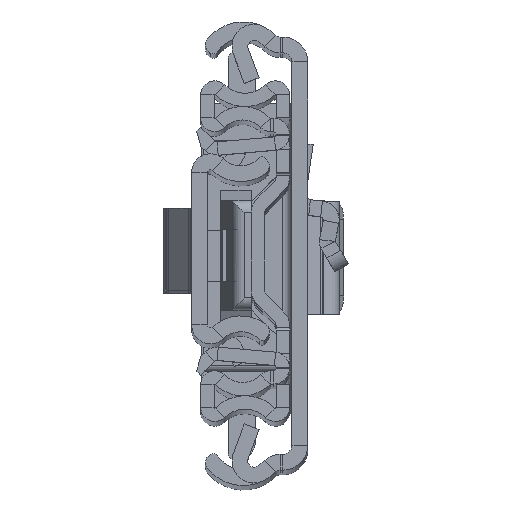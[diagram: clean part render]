
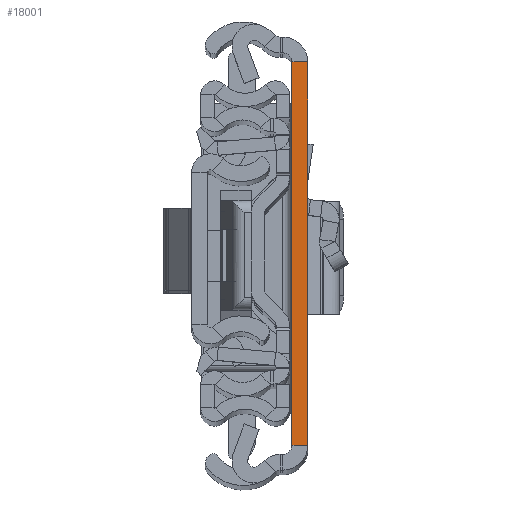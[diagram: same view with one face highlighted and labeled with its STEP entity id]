
A CAD part, top view. The second image highlights one B-rep face of the part: STEP entity #18001.
In plain terms, the highlighted planar face has unit normal (0, 0, 1).
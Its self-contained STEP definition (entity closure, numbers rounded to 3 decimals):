
#117 = CARTESIAN_POINT ( 'NONE',  ( 2.6, 31.5, 0. ) ) ;
#338 = EDGE_CURVE ( 'NONE', #14877, #5432, #17663, .T. ) ;
#888 = DIRECTION ( 'NONE',  ( 0., 1., 0. ) ) ;
#954 = VECTOR ( 'NONE', #8272, 1000. ) ;
#1238 = EDGE_CURVE ( 'NONE', #5432, #15294, #18211, .T. ) ;
#2563 = CARTESIAN_POINT ( 'NONE',  ( 2.6, -31.5, 0. ) ) ;
#3233 = CARTESIAN_POINT ( 'NONE',  ( 2.6, -31.5, 0. ) ) ;
#3554 = CARTESIAN_POINT ( 'NONE',  ( 2.6, -31.5, 0. ) ) ;
#3740 = EDGE_CURVE ( 'NONE', #14877, #5426, #18425, .T. ) ;
#4212 = ORIENTED_EDGE ( 'NONE', *, *, #8173, .F. ) ;
#4447 = VECTOR ( 'NONE', #888, 1000. ) ;
#5208 = EDGE_LOOP ( 'NONE', ( #4212, #5775, #16554, #8131 ) ) ;
#5275 = DIRECTION ( 'NONE',  ( 1., 0., 0. ) ) ;
#5426 = VERTEX_POINT ( 'NONE', #5510 ) ;
#5432 = VERTEX_POINT ( 'NONE', #12412 ) ;
#5510 = CARTESIAN_POINT ( 'NONE',  ( 0., 31.5, 0. ) ) ;
#5775 = ORIENTED_EDGE ( 'NONE', *, *, #3740, .F. ) ;
#7550 = DIRECTION ( 'NONE',  ( 1., 0., 0. ) ) ;
#7950 = AXIS2_PLACEMENT_3D ( 'NONE', #3554, #14970, #13563 ) ;
#8131 = ORIENTED_EDGE ( 'NONE', *, *, #1238, .T. ) ;
#8173 = EDGE_CURVE ( 'NONE', #5426, #15294, #11097, .T. ) ;
#8192 = CARTESIAN_POINT ( 'NONE',  ( 2.6, 31.5, 0. ) ) ;
#8272 = DIRECTION ( 'NONE',  ( 0., 1., 0. ) ) ;
#8420 = VECTOR ( 'NONE', #5275, 1000. ) ;
#10411 = CARTESIAN_POINT ( 'NONE',  ( 0., -31.5, 0. ) ) ;
#11097 = LINE ( 'NONE', #8192, #8420 ) ;
#11142 = VECTOR ( 'NONE', #7550, 1000. ) ;
#12412 = CARTESIAN_POINT ( 'NONE',  ( 2.6, -31.5, 0. ) ) ;
#13386 = FACE_OUTER_BOUND ( 'NONE', #5208, .T. ) ;
#13563 = DIRECTION ( 'NONE',  ( 0., 1., 0. ) ) ;
#13650 = PLANE ( 'NONE',  #7950 ) ;
#14877 = VERTEX_POINT ( 'NONE', #10411 ) ;
#14970 = DIRECTION ( 'NONE',  ( 0., 0., -1. ) ) ;
#15217 = CARTESIAN_POINT ( 'NONE',  ( 0., -31.5, 0. ) ) ;
#15294 = VERTEX_POINT ( 'NONE', #117 ) ;
#16554 = ORIENTED_EDGE ( 'NONE', *, *, #338, .T. ) ;
#17663 = LINE ( 'NONE', #3233, #11142 ) ;
#18001 = ADVANCED_FACE ( 'NONE', ( #13386 ), #13650, .F. ) ;
#18211 = LINE ( 'NONE', #2563, #954 ) ;
#18425 = LINE ( 'NONE', #15217, #4447 ) ;
